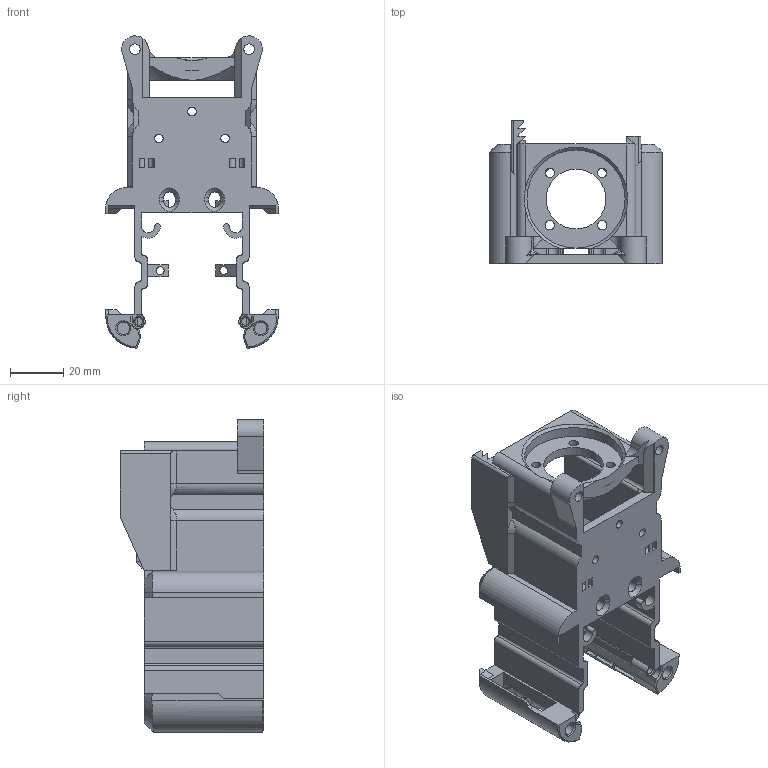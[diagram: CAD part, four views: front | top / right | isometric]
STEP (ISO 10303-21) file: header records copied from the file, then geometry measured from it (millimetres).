
FILE_DESCRIPTION(/* description */ (''),/* implementation_level */ '2;1');
FILE_NAME(/* name */ 'Pellet Burner body.step',/* time_stamp */ '2025-04-08T14:29:27-07:00',/* author */ (''),/* organization */ (''),/* preprocessor_version */ 'ST-DEVELOPER v20.1',/* originating_system */ 'Autodesk Translation Framework v14.4.0.0',/* authorisation */ '');
FILE_SCHEMA (('AUTOMOTIVE_DESIGN { 1 0 10303 214 3 1 1 }'));
Length unit declared in the file: millimetre
Products named in the file (7): Pellet Burner; Toolhead; Ducts; Duct_Left; Standard (1); Duct_Right; Standard
Assembly tree (6 placements, depth 5):
  Pellet Burner
    Toolhead
      Ducts
        Duct_Left
          Standard (1)
        Duct_Right
          Standard
Bounding box: 65.2 x 54 x 117.73 mm (x, y, z)
Volume: 60389.2 mm3; surface area: 41188.5 mm2
Topology: 3 solids, 3 shells, 423 faces, 1206 edges, 778 vertices
Faces by surface type: plane 248, cylinder 131, cone 28, bspline 8, torus 8
Full cylindrical faces by diameter (mm): 2.9 x2, 3 x4, 3.2 x2, 3.25 x1, 3.5 x4, 4 x2, 4.7 x2, 22.5 x1, 37 x1
Entity records: 14484 total; most frequent: CARTESIAN_POINT 3039, ORIENTED_EDGE 2410, DIRECTION 2318, EDGE_CURVE 1205, LINE 802, VECTOR 802, VERTEX_POINT 778, AXIS2_PLACEMENT_3D 758
